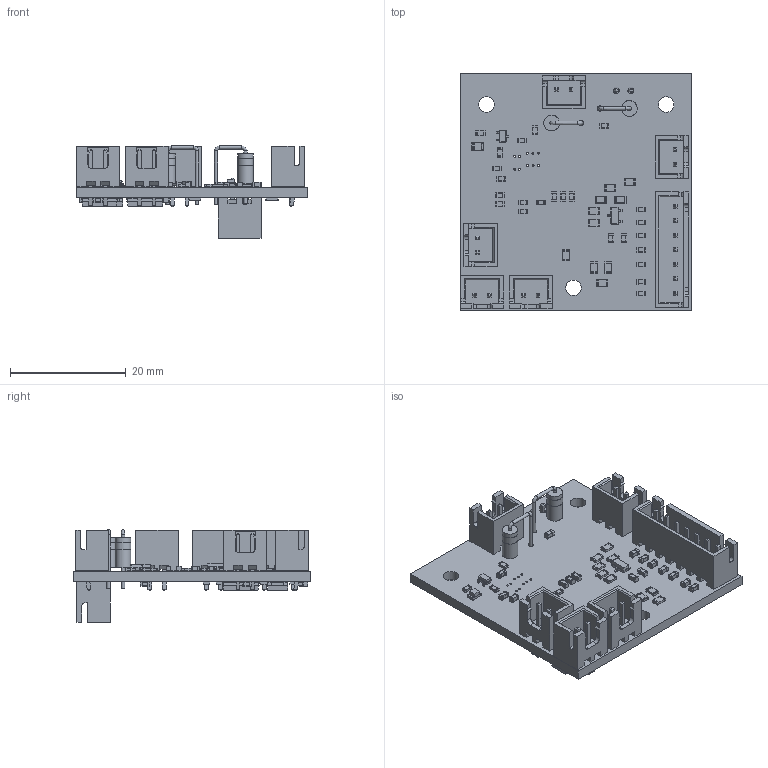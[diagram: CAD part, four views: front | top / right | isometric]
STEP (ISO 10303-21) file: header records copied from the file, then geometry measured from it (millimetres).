
FILE_DESCRIPTION(('KiCad electronic assembly'),'2;1');
FILE_NAME('PowerBackup.step','2022-02-19T18:38:47',('Pcbnew'),('Kicad'), 'Open CASCADE STEP processor 7.5','KiCad to STEP converter','Unknown' );
FILE_SCHEMA(('AUTOMOTIVE_DESIGN { 1 0 10303 214 1 1 1 1 }'));
Length unit declared in the file: millimetre
Products named in the file (22): PowerBackup 1; C_0603_1608Metric; SOLID; D_A-405_P5.08mm_Vertical_KathodeUp; R_0603_1608Metric; JST_XH_B2B-XH-A_1x02_P2.50mm_Vertical; SOT-23; R_0805_2012Metric; SOT-323_SC-70; JST_XH_B7B-XH-A_1x07_P2.50mm_Vertical; LED_0805_2012Metric; CP_EIA-6032-15_Kemet-U; PowerBackup PCB
Assembly tree (72 placements, depth 3):
  PowerBackup 1
    C_0603_1608Metric  x22
      SOLID
    D_A-405_P5.08mm_Vertical_KathodeUp  x2
      SOLID
    R_0603_1608Metric  x6
      SOLID
    JST_XH_B2B-XH-A_1x02_P2.50mm_Vertical  x6
      SOLID
    SOT-23
      SOLID
    R_0805_2012Metric  x18
      SOLID
    SOT-323_SC-70
      SOLID
    JST_XH_B7B-XH-A_1x07_P2.50mm_Vertical
      SOLID
    LED_0805_2012Metric
      SOLID
    CP_EIA-6032-15_Kemet-U  x3
      SOLID
    PowerBackup PCB
Bounding box: 40 x 41 x 15.97 mm (x, y, z)
Volume: 4370 mm3; surface area: 7799.9 mm2
Topology: 62 solids, 62 shells, 2381 faces, 6162 edges, 4002 vertices
Faces by surface type: bspline 2339, cylinder 36, plane 6
Full cylindrical faces by diameter (mm): 0.35 x10, 0.9 x4, 0.95 x7, 1 x12, 2.7 x3
Entity records: 44475 total; most frequent: CARTESIAN_POINT 15877, B_SPLINE_CURVE_WITH_KNOTS 4510, ORIENTED_EDGE 3456, PCURVE 3456, DEFINITIONAL_REPRESENTATION 3456, EDGE_CURVE 1728, SURFACE_CURVE 1683, VERTEX_POINT 1096
